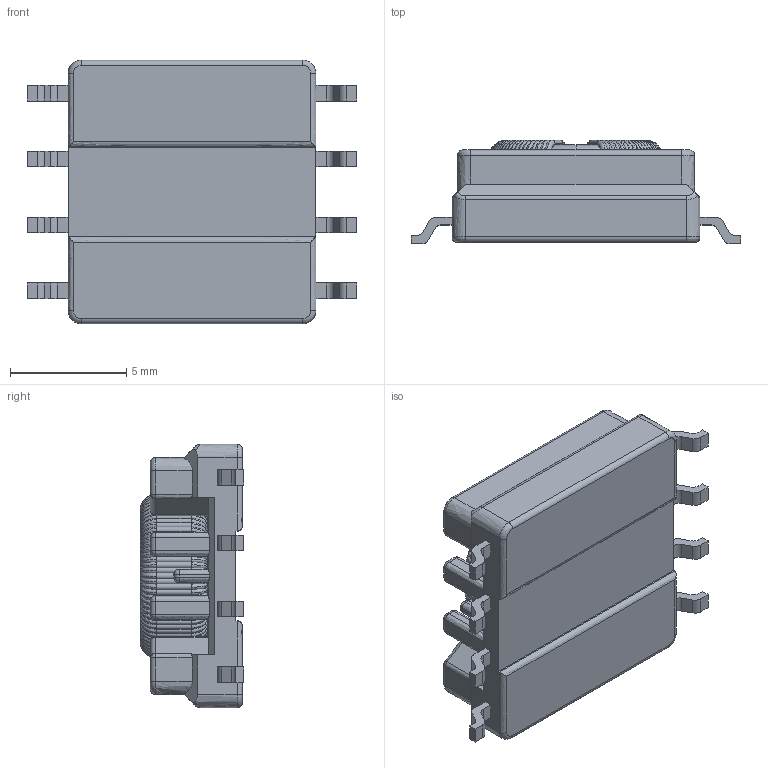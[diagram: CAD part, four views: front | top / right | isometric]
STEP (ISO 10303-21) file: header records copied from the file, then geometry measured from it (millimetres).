
FILE_DESCRIPTION(('FreeCAD Model'),'2;1');
FILE_NAME('Open CASCADE Shape Model','2025-04-29T09:56:28',('FreeCAD'),( 'FreeCAD'),'Open CASCADE STEP processor 7.6','FreeCAD','Unknown');
FILE_SCHEMA(('AUTOMOTIVE_DESIGN { 1 0 10303 214 1 1 1 1 }'));
Products named in the file (1): Open CASCADE STEP translator 7.6 1
Bounding box: 14.16 x 4.45 x 11.33 mm (x, y, z)
Surface area: 1200.1 mm2 (no closed solid volume)
Topology: 0 solids, 80 shells, 1572 faces, 4571 edges, 2983 vertices
Faces by surface type: bspline 1572
Entity records: 55913 total; most frequent: CARTESIAN_POINT 33153, ORIENTED_EDGE 9086, EDGE_CURVE 4543, VERTEX_POINT 2983, FACE_BOUND 1582, EDGE_LOOP 1582, ADVANCED_FACE 1572, B_SPLINE_CURVE_WITH_KNOTS 1101
